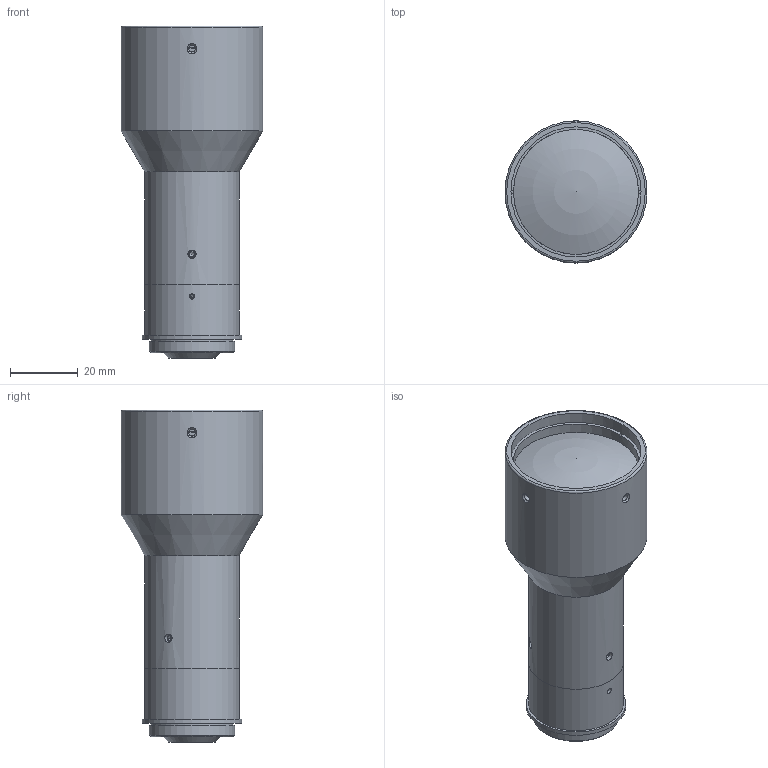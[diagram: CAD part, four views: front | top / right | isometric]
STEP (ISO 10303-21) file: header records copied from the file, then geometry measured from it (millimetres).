
FILE_DESCRIPTION(/* description */ (''),/* implementation_level */ '2;1');
FILE_NAME(/* name */ 'TO30_4.3-100-F8-B-RF.stp',/* time_stamp */ '2020-12-01T15:12:59+01:00',/* author */ (''),/* organization */ ('Vision & Control'),/* preprocessor_version */ 'ST-DEVELOPER v16.5',/* originating_system */ 'Autodesk Inventor 2017',/* authorisation */ '');
FILE_SCHEMA (('AUTOMOTIVE_DESIGN { 1 0 10303 214 3 1 1 }'));
Length unit declared in the file: millimetre
Products named in the file (1): TO30_4.3-100-F8-B-RF
Bounding box: 42 x 42 x 98.2 mm (x, y, z)
Volume: 47295.5 mm3; surface area: 30434.1 mm2
Topology: 13 solids, 13 shells, 189 faces, 475 edges, 317 vertices
Faces by surface type: plane 95, cylinder 57, cone 30, sphere 6, torus 1
Full cylindrical faces by diameter (mm): 1.567 x2, 2 x6, 2.459 x3, 2.5 x1, 3 x3, 3.5 x1, 8 x1, 9 x1, 10 x4, 10.459 x2, 11 x1, 11.059 x1, 16 x1, 18.4 x1, 18.459 x1, 19 x1, 20 x3, 20.8 x1, 21.5 x1, 23 x1, 23.459 x1, 24.059 x1, 24.3 x1, 25.3 x1, 28 x2, 29.4 x1, 36 x1, 37 x1, 38 x2, 38.459 x1
Entity records: 5793 total; most frequent: CARTESIAN_POINT 1667, DIRECTION 778, ORIENTED_EDGE 686, EDGE_CURVE 343, AXIS2_PLACEMENT_3D 327, EDGE_LOOP 310, VERTEX_POINT 269, STYLED_ITEM 202
